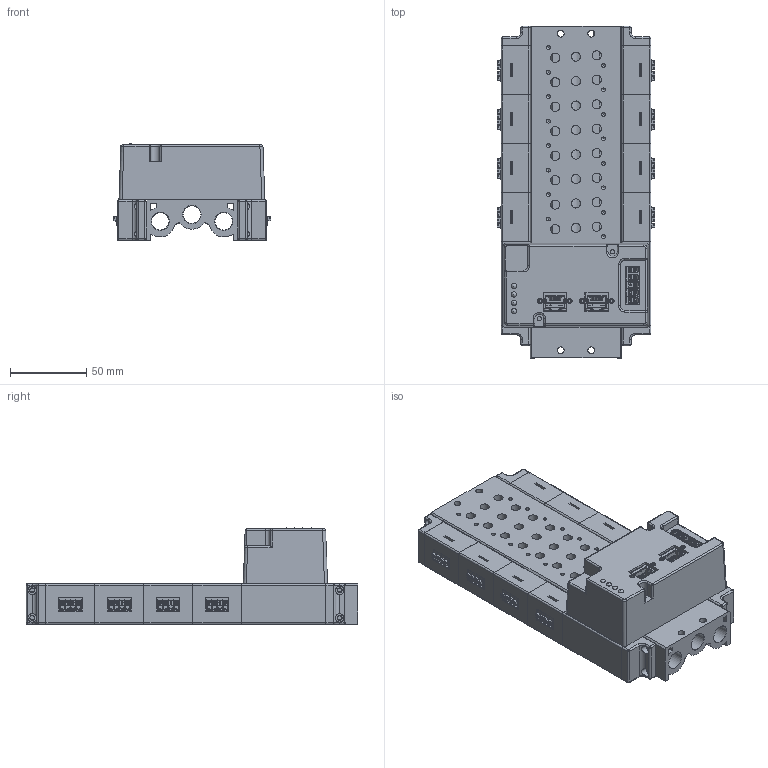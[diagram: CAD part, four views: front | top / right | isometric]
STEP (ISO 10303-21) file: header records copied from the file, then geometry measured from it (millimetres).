
FILE_DESCRIPTION(/* description */ (''),/* implementation_level */ '2;1');
FILE_NAME(/* name */ '',/* time_stamp */ '2025-01-20T14:42:59+08:00',/* author */ (''),/* organization */ (''),/* preprocessor_version */ 'ST-DEVELOPER v14',/* originating_system */ 'SIEMENS PLM Software NX 8.0',/* authorisation */ '');
FILE_SCHEMA (('AUTOMOTIVE_DESIGN { 1 0 10303 214 3 1 1 1 }'));
Products named in the file (1): Admi344802A2d4ie
Bounding box: 102.96 x 217 x 63.34 mm (x, y, z)
Volume: 560365.1 mm3; surface area: 156776.4 mm2
Topology: 2 solids, 3 shells, 5410 faces, 15635 edges, 10130 vertices
Faces by surface type: plane 4018, cylinder 1044, bspline 142, sphere 68, cone 63, torus 63, extrusion 12
Full cylindrical faces by diameter (mm): 0.45 x48, 1.8 x4, 2.5 x16, 2.7 x2, 3 x12, 3.2 x12, 3.221 x4, 3.5 x4, 4.5 x4, 5.5 x8, 6 x24, 11.5 x5, 11.8 x6
Entity records: 187102 total; most frequent: CARTESIAN_POINT 45761, ORIENTED_EDGE 30382, DIRECTION 27947, EDGE_CURVE 15191, VECTOR 11689, LINE 11677, VERTEX_POINT 9999, AXIS2_PLACEMENT_3D 8129
